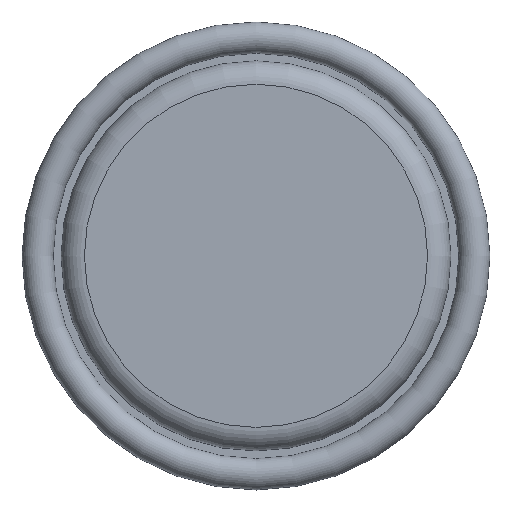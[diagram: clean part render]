
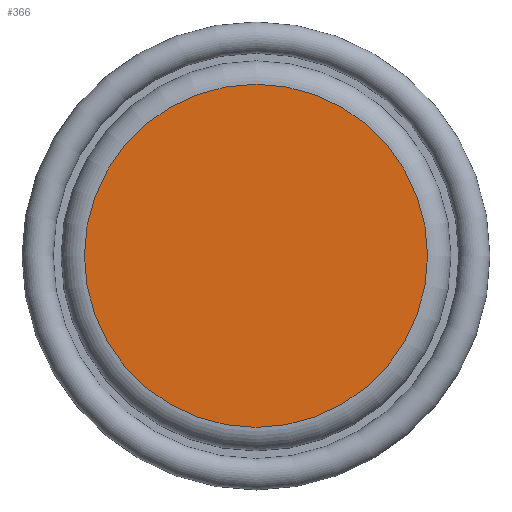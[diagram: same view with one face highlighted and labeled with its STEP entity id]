
A CAD part, top view. The second image highlights one B-rep face of the part: STEP entity #366.
In plain terms, the highlighted planar face has unit normal (0, 0, 1).
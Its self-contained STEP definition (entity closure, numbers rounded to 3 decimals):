
#298 = TOROIDAL_SURFACE('',#299,11.,1.5);
#299 = AXIS2_PLACEMENT_3D('',#300,#301,#302);
#300 = CARTESIAN_POINT('',(0.,0.,6.5));
#301 = DIRECTION('',(0.,0.,1.));
#302 = DIRECTION('',(1.,0.,0.));
#316 = VERTEX_POINT('',#317);
#317 = CARTESIAN_POINT('',(11.,0.,8.));
#339 = EDGE_CURVE('',#316,#316,#340,.T.);
#340 = SURFACE_CURVE('',#341,(#346,#353),.PCURVE_S1.);
#341 = CIRCLE('',#342,11.);
#342 = AXIS2_PLACEMENT_3D('',#343,#344,#345);
#343 = CARTESIAN_POINT('',(0.,0.,8.));
#344 = DIRECTION('',(0.,0.,-1.));
#345 = DIRECTION('',(1.,0.,0.));
#346 = PCURVE('',#298,#347);
#347 = DEFINITIONAL_REPRESENTATION('',(#348),#352);
#348 = LINE('',#349,#350);
#349 = CARTESIAN_POINT('',(0.,1.571));
#350 = VECTOR('',#351,1.);
#351 = DIRECTION('',(-1.,0.));
#352 = ( GEOMETRIC_REPRESENTATION_CONTEXT(2) 
PARAMETRIC_REPRESENTATION_CONTEXT() REPRESENTATION_CONTEXT('2D SPACE',''
  ) );
#353 = PCURVE('',#354,#359);
#354 = PLANE('',#355);
#355 = AXIS2_PLACEMENT_3D('',#356,#357,#358);
#356 = CARTESIAN_POINT('',(0.,0.,8.));
#357 = DIRECTION('',(0.,0.,-1.));
#358 = DIRECTION('',(1.,0.,0.));
#359 = DEFINITIONAL_REPRESENTATION('',(#360),#364);
#360 = CIRCLE('',#361,11.);
#361 = AXIS2_PLACEMENT_2D('',#362,#363);
#362 = CARTESIAN_POINT('',(0.,0.));
#363 = DIRECTION('',(1.,0.));
#364 = ( GEOMETRIC_REPRESENTATION_CONTEXT(2) 
PARAMETRIC_REPRESENTATION_CONTEXT() REPRESENTATION_CONTEXT('2D SPACE',''
  ) );
#366 = ADVANCED_FACE('',(#367),#354,.F.);
#367 = FACE_BOUND('',#368,.T.);
#368 = EDGE_LOOP('',(#369));
#369 = ORIENTED_EDGE('',*,*,#339,.F.);
